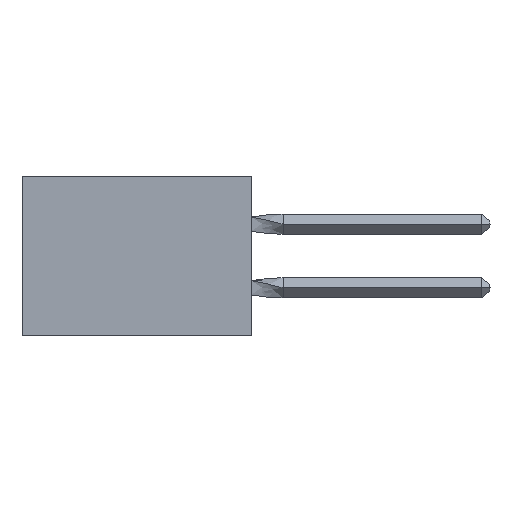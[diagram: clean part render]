
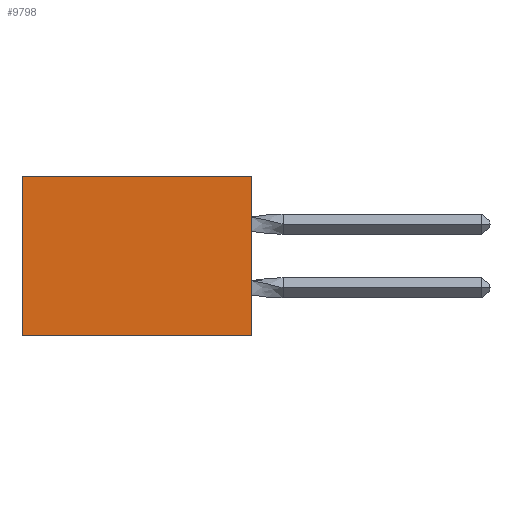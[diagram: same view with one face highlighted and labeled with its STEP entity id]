
A CAD part, left-side view. The second image highlights one B-rep face of the part: STEP entity #9798.
In plain terms, the highlighted planar face has unit normal (-1, 0, 0).
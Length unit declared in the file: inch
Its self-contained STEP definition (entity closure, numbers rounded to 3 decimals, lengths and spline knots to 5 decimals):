
#1184 = VECTOR ( 'NONE', #6749, 39.37008 ) ;
#1325 = LINE ( 'NONE', #6259, #11938 ) ;
#1381 = ORIENTED_EDGE ( 'NONE', *, *, #8019, .F. ) ;
#1393 = FACE_OUTER_BOUND ( 'NONE', #11734, .T. ) ;
#1545 = CARTESIAN_POINT ( 'NONE',  ( 0.305, 0.72, -0.5 ) ) ;
#1889 = CARTESIAN_POINT ( 'NONE',  ( 0.305, 0.72, 0. ) ) ;
#2521 = EDGE_CURVE ( 'NONE', #4672, #14068, #9933, .T. ) ;
#3407 = DIRECTION ( 'NONE',  ( 0., 0., -1. ) ) ;
#3503 = LINE ( 'NONE', #10419, #7286 ) ;
#3606 = AXIS2_PLACEMENT_3D ( 'NONE', #13546, #10931, #7389 ) ;
#3705 = CARTESIAN_POINT ( 'NONE',  ( 0.305, 0., -0.5 ) ) ;
#4265 = ORIENTED_EDGE ( 'NONE', *, *, #2521, .T. ) ;
#4483 = LINE ( 'NONE', #16635, #10168 ) ;
#4672 = VERTEX_POINT ( 'NONE', #1889 ) ;
#5409 = EDGE_CURVE ( 'NONE', #9932, #4672, #3503, .T. ) ;
#6259 = CARTESIAN_POINT ( 'NONE',  ( 0.305, 0., -0.5 ) ) ;
#6749 = DIRECTION ( 'NONE',  ( 0., 0., -1. ) ) ;
#6937 = ORIENTED_EDGE ( 'NONE', *, *, #16389, .F. ) ;
#7168 = PLANE ( 'NONE',  #3606 ) ;
#7286 = VECTOR ( 'NONE', #13015, 39.37008 ) ;
#7389 = DIRECTION ( 'NONE',  ( 0., 0., -1. ) ) ;
#7718 = DIRECTION ( 'NONE',  ( 0., 1., 0. ) ) ;
#8019 = EDGE_CURVE ( 'NONE', #8428, #14068, #1325, .T. ) ;
#8428 = VERTEX_POINT ( 'NONE', #3705 ) ;
#8738 = CARTESIAN_POINT ( 'NONE',  ( 0.305, 0., 0. ) ) ;
#9798 = ADVANCED_FACE ( 'NONE', ( #1393 ), #7168, .F. ) ;
#9932 = VERTEX_POINT ( 'NONE', #8738 ) ;
#9933 = LINE ( 'NONE', #16004, #1184 ) ;
#10168 = VECTOR ( 'NONE', #3407, 39.37008 ) ;
#10419 = CARTESIAN_POINT ( 'NONE',  ( 0.305, 0., 0. ) ) ;
#10931 = DIRECTION ( 'NONE',  ( 1., 0., 0. ) ) ;
#11612 = ORIENTED_EDGE ( 'NONE', *, *, #5409, .T. ) ;
#11734 = EDGE_LOOP ( 'NONE', ( #4265, #1381, #6937, #11612 ) ) ;
#11938 = VECTOR ( 'NONE', #7718, 39.37008 ) ;
#13015 = DIRECTION ( 'NONE',  ( 0., 1., 0. ) ) ;
#13546 = CARTESIAN_POINT ( 'NONE',  ( 0.305, 0., -0.5 ) ) ;
#14068 = VERTEX_POINT ( 'NONE', #1545 ) ;
#16004 = CARTESIAN_POINT ( 'NONE',  ( 0.305, 0.72, -0.5 ) ) ;
#16389 = EDGE_CURVE ( 'NONE', #9932, #8428, #4483, .T. ) ;
#16635 = CARTESIAN_POINT ( 'NONE',  ( 0.305, 0., -0.5 ) ) ;
